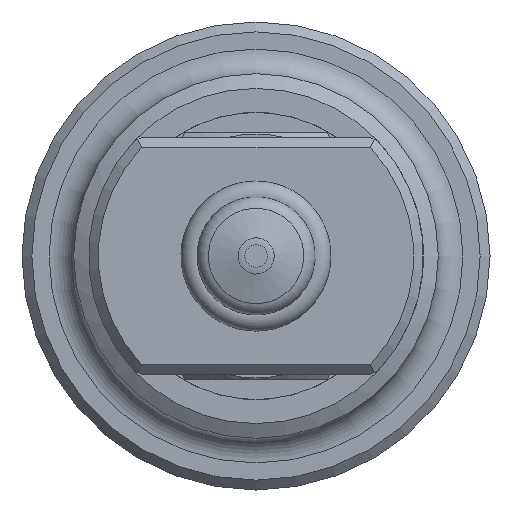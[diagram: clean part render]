
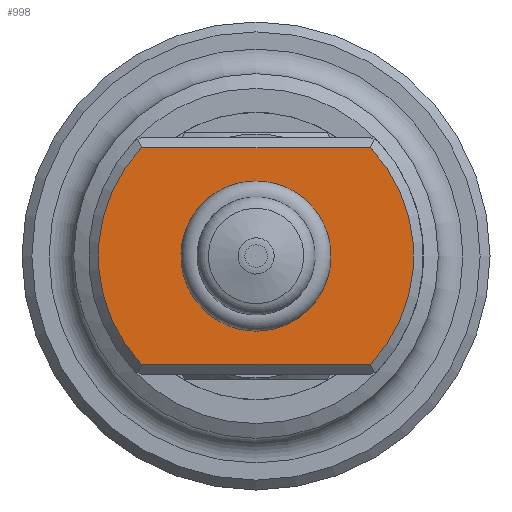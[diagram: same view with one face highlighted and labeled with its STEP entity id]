
A CAD part, left-side view. The second image highlights one B-rep face of the part: STEP entity #998.
In plain terms, the highlighted planar face has unit normal (-1, 0, 0).
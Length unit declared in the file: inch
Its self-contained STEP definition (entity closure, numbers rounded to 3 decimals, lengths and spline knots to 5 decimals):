
#80=LINE('',#1747,#126);
#81=LINE('',#1751,#127);
#126=VECTOR('',#1367,1.1619);
#127=VECTOR('',#1372,1.1619);
#155=PLANE('',#1110);
#202=FACE_BOUND('',#358,.T.);
#264=FACE_OUTER_BOUND('',#357,.T.);
#357=EDGE_LOOP('',(#825,#826,#827,#828));
#358=EDGE_LOOP('',(#829));
#400=CIRCLE('',#1052,0.25072);
#426=CIRCLE('',#1108,0.8);
#427=CIRCLE('',#1111,0.8);
#465=VERTEX_POINT('',#1573);
#512=VERTEX_POINT('',#1733);
#513=VERTEX_POINT('',#1737);
#514=VERTEX_POINT('',#1743);
#515=VERTEX_POINT('',#1749);
#555=EDGE_CURVE('',#465,#465,#400,.T.);
#625=EDGE_CURVE('',#512,#513,#426,.T.);
#628=EDGE_CURVE('',#513,#514,#80,.T.);
#629=EDGE_CURVE('',#514,#515,#427,.T.);
#630=EDGE_CURVE('',#515,#512,#81,.T.);
#825=ORIENTED_EDGE('',*,*,#629,.F.);
#826=ORIENTED_EDGE('',*,*,#628,.F.);
#827=ORIENTED_EDGE('',*,*,#625,.F.);
#828=ORIENTED_EDGE('',*,*,#630,.F.);
#829=ORIENTED_EDGE('',*,*,#555,.T.);
#998=ADVANCED_FACE('',(#264,#202),#155,.T.);
#1052=AXIS2_PLACEMENT_3D('',#1574,#1215,#1216);
#1108=AXIS2_PLACEMENT_3D('',#1738,#1363,#1364);
#1110=AXIS2_PLACEMENT_3D('',#1748,#1368,#1369);
#1111=AXIS2_PLACEMENT_3D('',#1750,#1370,#1371);
#1215=DIRECTION('center_axis',(1.,0.,0.));
#1216=DIRECTION('ref_axis',(0.,-1.,0.));
#1363=DIRECTION('center_axis',(1.,0.,0.));
#1364=DIRECTION('ref_axis',(0.,-1.,0.));
#1367=DIRECTION('',(0.,1.,0.));
#1368=DIRECTION('center_axis',(-1.,0.,0.));
#1369=DIRECTION('ref_axis',(0.,0.,-1.));
#1370=DIRECTION('center_axis',(1.,0.,0.));
#1371=DIRECTION('ref_axis',(0.,1.,0.));
#1372=DIRECTION('',(0.,-1.,0.));
#1573=CARTESIAN_POINT('',(0.43491,0.25072,0.));
#1574=CARTESIAN_POINT('Origin',(0.43491,0.,
0.));
#1733=CARTESIAN_POINT('',(0.43491,-0.58095,0.55));
#1737=CARTESIAN_POINT('',(0.43491,-0.58095,-0.55));
#1738=CARTESIAN_POINT('Origin',(0.43491,0.,
0.));
#1743=CARTESIAN_POINT('',(0.43491,0.58095,-0.55));
#1747=CARTESIAN_POINT('',(0.43491,0.08087,-0.55));
#1748=CARTESIAN_POINT('Origin',(0.43491,-0.85,0.));
#1749=CARTESIAN_POINT('',(0.43491,0.58095,0.55));
#1750=CARTESIAN_POINT('Origin',(0.43491,0.,
0.));
#1751=CARTESIAN_POINT('',(0.43491,-0.9627,0.55));
